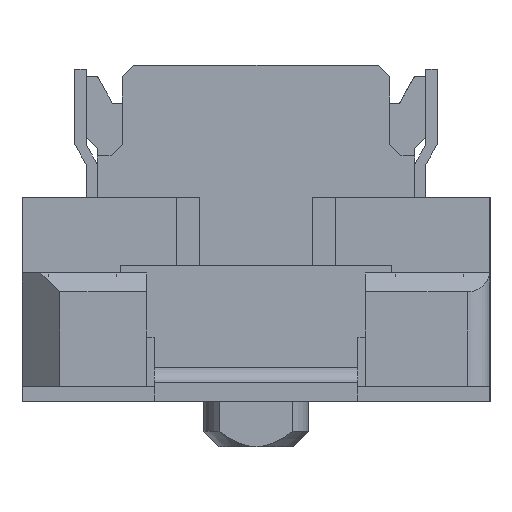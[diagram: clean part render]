
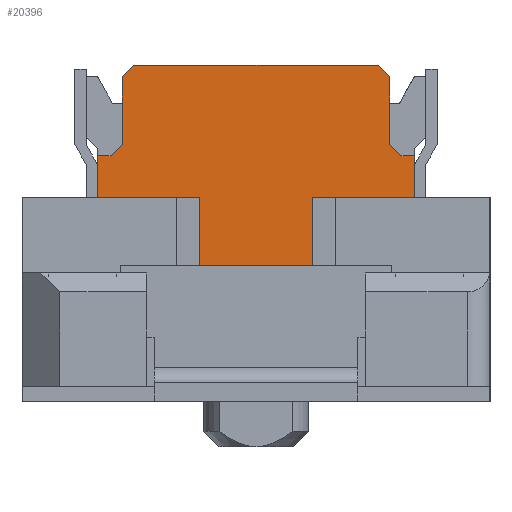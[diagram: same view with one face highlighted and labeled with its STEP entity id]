
A CAD part, left-side view. The second image highlights one B-rep face of the part: STEP entity #20396.
In plain terms, the highlighted planar face has unit normal (-1, 0, 0).
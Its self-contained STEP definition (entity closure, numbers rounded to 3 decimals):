
#20261=CARTESIAN_POINT('',(-29.15,-2.31,4.63));
#20262=DIRECTION('',(1.0,0.0,0.0));
#20263=DIRECTION('',(0.0,0.0,-1.0));
#20264=AXIS2_PLACEMENT_3D('',#20261,#20262,#20263);
#20265=PLANE('',#20264);
#20266=CARTESIAN_POINT('',(-29.15,-2.1,3.25));
#20267=VERTEX_POINT('',#20266);
#20268=CARTESIAN_POINT('',(-29.15,-2.1,2.7));
#20269=VERTEX_POINT('',#20268);
#20270=CARTESIAN_POINT('',(-29.15,-2.1,3.25));
#20271=DIRECTION('',(0.0,0.0,-1.0));
#20272=VECTOR('',#20271,0.55);
#20273=LINE('',#20270,#20272);
#20274=EDGE_CURVE('',#20267,#20269,#20273,.T.);
#20275=ORIENTED_EDGE('',*,*,#20274,.F.);
#20276=CARTESIAN_POINT('',(-29.15,-1.92,3.25));
#20277=VERTEX_POINT('',#20276);
#20278=CARTESIAN_POINT('',(-29.15,-1.92,3.25));
#20279=DIRECTION('',(0.0,-1.0,0.0));
#20280=VECTOR('',#20279,0.18);
#20281=LINE('',#20278,#20280);
#20282=EDGE_CURVE('',#20277,#20267,#20281,.T.);
#20283=ORIENTED_EDGE('',*,*,#20282,.F.);
#20284=CARTESIAN_POINT('',(-29.15,-1.77,3.4));
#20285=VERTEX_POINT('',#20284);
#20286=CARTESIAN_POINT('',(-29.15,-1.77,3.4));
#20287=DIRECTION('',(0.0,-0.707,-0.707));
#20288=VECTOR('',#20287,0.212);
#20289=LINE('',#20286,#20288);
#20290=EDGE_CURVE('',#20285,#20277,#20289,.T.);
#20291=ORIENTED_EDGE('',*,*,#20290,.F.);
#20292=CARTESIAN_POINT('',(-29.15,-1.77,4.3));
#20293=VERTEX_POINT('',#20292);
#20294=CARTESIAN_POINT('',(-29.15,-1.77,4.3));
#20295=DIRECTION('',(0.0,0.0,-1.0));
#20296=VECTOR('',#20295,0.9);
#20297=LINE('',#20294,#20296);
#20298=EDGE_CURVE('',#20293,#20285,#20297,.T.);
#20299=ORIENTED_EDGE('',*,*,#20298,.F.);
#20300=CARTESIAN_POINT('',(-29.15,-1.62,4.45));
#20301=VERTEX_POINT('',#20300);
#20302=CARTESIAN_POINT('',(-29.15,-1.77,4.3));
#20303=DIRECTION('',(0.0,0.707,0.707));
#20304=VECTOR('',#20303,0.212);
#20305=LINE('',#20302,#20304);
#20306=EDGE_CURVE('',#20293,#20301,#20305,.T.);
#20307=ORIENTED_EDGE('',*,*,#20306,.T.);
#20308=CARTESIAN_POINT('',(-29.15,1.62,4.45));
#20309=VERTEX_POINT('',#20308);
#20310=CARTESIAN_POINT('',(-29.15,1.62,4.45));
#20311=DIRECTION('',(0.0,-1.0,0.0));
#20312=VECTOR('',#20311,3.24);
#20313=LINE('',#20310,#20312);
#20314=EDGE_CURVE('',#20309,#20301,#20313,.T.);
#20315=ORIENTED_EDGE('',*,*,#20314,.F.);
#20316=CARTESIAN_POINT('',(-29.15,1.77,4.3));
#20317=VERTEX_POINT('',#20316);
#20318=CARTESIAN_POINT('',(-29.15,1.62,4.45));
#20319=DIRECTION('',(0.0,0.707,-0.707));
#20320=VECTOR('',#20319,0.212);
#20321=LINE('',#20318,#20320);
#20322=EDGE_CURVE('',#20309,#20317,#20321,.T.);
#20323=ORIENTED_EDGE('',*,*,#20322,.T.);
#20324=CARTESIAN_POINT('',(-29.15,1.77,3.4));
#20325=VERTEX_POINT('',#20324);
#20326=CARTESIAN_POINT('',(-29.15,1.77,3.4));
#20327=DIRECTION('',(0.0,0.0,1.0));
#20328=VECTOR('',#20327,0.9);
#20329=LINE('',#20326,#20328);
#20330=EDGE_CURVE('',#20325,#20317,#20329,.T.);
#20331=ORIENTED_EDGE('',*,*,#20330,.F.);
#20332=CARTESIAN_POINT('',(-29.15,1.92,3.25));
#20333=VERTEX_POINT('',#20332);
#20334=CARTESIAN_POINT('',(-29.15,1.92,3.25));
#20335=DIRECTION('',(0.0,-0.707,0.707));
#20336=VECTOR('',#20335,0.212);
#20337=LINE('',#20334,#20336);
#20338=EDGE_CURVE('',#20333,#20325,#20337,.T.);
#20339=ORIENTED_EDGE('',*,*,#20338,.F.);
#20340=CARTESIAN_POINT('',(-29.15,2.1,3.25));
#20341=VERTEX_POINT('',#20340);
#20342=CARTESIAN_POINT('',(-29.15,2.1,3.25));
#20343=DIRECTION('',(0.0,-1.0,0.0));
#20344=VECTOR('',#20343,0.18);
#20345=LINE('',#20342,#20344);
#20346=EDGE_CURVE('',#20341,#20333,#20345,.T.);
#20347=ORIENTED_EDGE('',*,*,#20346,.F.);
#20348=CARTESIAN_POINT('',(-29.15,2.1,2.7));
#20349=VERTEX_POINT('',#20348);
#20350=CARTESIAN_POINT('',(-29.15,2.1,2.7));
#20351=DIRECTION('',(0.0,0.0,1.0));
#20352=VECTOR('',#20351,0.55);
#20353=LINE('',#20350,#20352);
#20354=EDGE_CURVE('',#20349,#20341,#20353,.T.);
#20355=ORIENTED_EDGE('',*,*,#20354,.F.);
#20356=CARTESIAN_POINT('',(-29.15,0.75,2.7));
#20357=VERTEX_POINT('',#20356);
#20358=CARTESIAN_POINT('',(-29.15,0.75,2.7));
#20359=DIRECTION('',(0.0,1.0,0.0));
#20360=VECTOR('',#20359,1.35);
#20361=LINE('',#20358,#20360);
#20362=EDGE_CURVE('',#20357,#20349,#20361,.T.);
#20363=ORIENTED_EDGE('',*,*,#20362,.F.);
#20364=CARTESIAN_POINT('',(-29.15,0.75,0.85));
#20365=VERTEX_POINT('',#20364);
#20366=CARTESIAN_POINT('',(-29.15,0.75,2.7));
#20367=DIRECTION('',(0.0,0.0,-1.0));
#20368=VECTOR('',#20367,1.85);
#20369=LINE('',#20366,#20368);
#20370=EDGE_CURVE('',#20357,#20365,#20369,.T.);
#20371=ORIENTED_EDGE('',*,*,#20370,.T.);
#20372=CARTESIAN_POINT('',(-29.15,-0.75,0.85));
#20373=VERTEX_POINT('',#20372);
#20374=CARTESIAN_POINT('',(-29.15,-0.75,0.85));
#20375=DIRECTION('',(0.0,1.0,0.0));
#20376=VECTOR('',#20375,1.5);
#20377=LINE('',#20374,#20376);
#20378=EDGE_CURVE('',#20373,#20365,#20377,.T.);
#20379=ORIENTED_EDGE('',*,*,#20378,.F.);
#20380=CARTESIAN_POINT('',(-29.15,-0.75,2.7));
#20381=VERTEX_POINT('',#20380);
#20382=CARTESIAN_POINT('',(-29.15,-0.75,2.7));
#20383=DIRECTION('',(0.0,0.0,-1.0));
#20384=VECTOR('',#20383,1.85);
#20385=LINE('',#20382,#20384);
#20386=EDGE_CURVE('',#20381,#20373,#20385,.T.);
#20387=ORIENTED_EDGE('',*,*,#20386,.F.);
#20388=CARTESIAN_POINT('',(-29.15,-2.1,2.7));
#20389=DIRECTION('',(0.0,1.0,0.0));
#20390=VECTOR('',#20389,1.35);
#20391=LINE('',#20388,#20390);
#20392=EDGE_CURVE('',#20269,#20381,#20391,.T.);
#20393=ORIENTED_EDGE('',*,*,#20392,.F.);
#20394=EDGE_LOOP('',(#20275,#20283,#20291,#20299,#20307,#20315,#20323,#20331,#20339,#20347,#20355,#20363,#20371,#20379,#20387,#20393));
#20395=FACE_OUTER_BOUND('',#20394,.T.);
#20396=ADVANCED_FACE('',(#20395),#20265,.F.);
